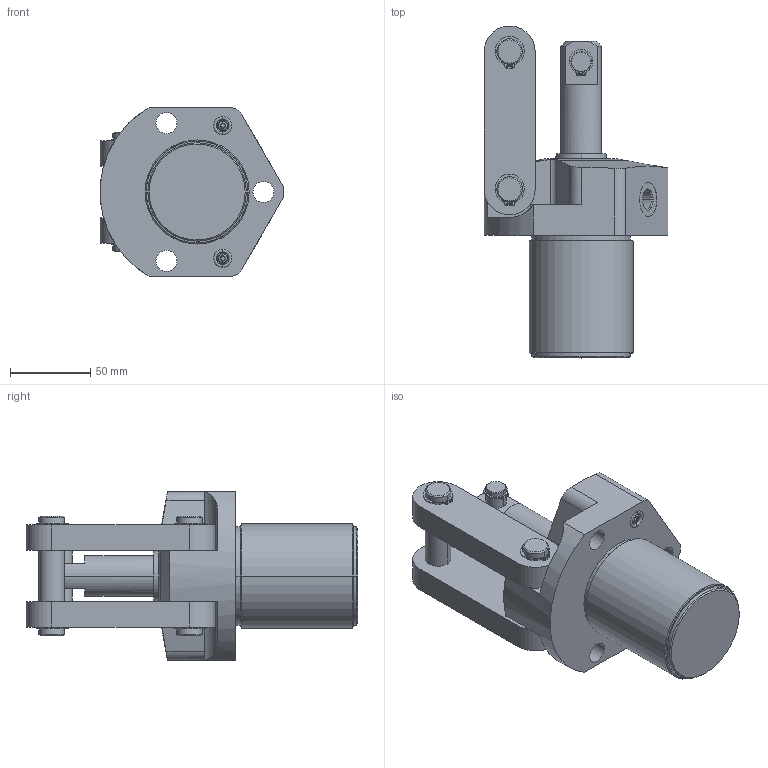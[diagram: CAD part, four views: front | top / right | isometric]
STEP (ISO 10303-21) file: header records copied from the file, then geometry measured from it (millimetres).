
FILE_DESCRIPTION((''),'2;1');
FILE_NAME('ILCM41662140','2006-02-17T',('KR'),(''),'PRO/ENGINEER BY PARAMETRIC TECHNOLOGY CORPORATION, 2004290','PRO/ENGINEER BY PARAMETRIC TECHNOLOGY CORPORATION, 2004290','');
FILE_SCHEMA(('AUTOMOTIVE_DESIGN_CC2 { 1 2 10303 214 -1 1 5 2 }'));
Length unit declared in the file: millimetre
Products named in the file (1): ILCM41662140
Bounding box: 114.3 x 206.38 x 104.78 mm (x, y, z)
Volume: 746297.6 mm3; surface area: 99803.1 mm2
Topology: 1 solids, 8 shells, 306 faces, 782 edges, 508 vertices
Faces by surface type: cylinder 139, plane 121, cone 36, torus 8, sphere 2
Entity records: 9705 total; most frequent: CARTESIAN_POINT 1843, DIRECTION 1721, ORIENTED_EDGE 1536, EDGE_CURVE 778, AXIS2_PLACEMENT_3D 669, VERTEX_POINT 508, VECTOR 383, LINE 383
